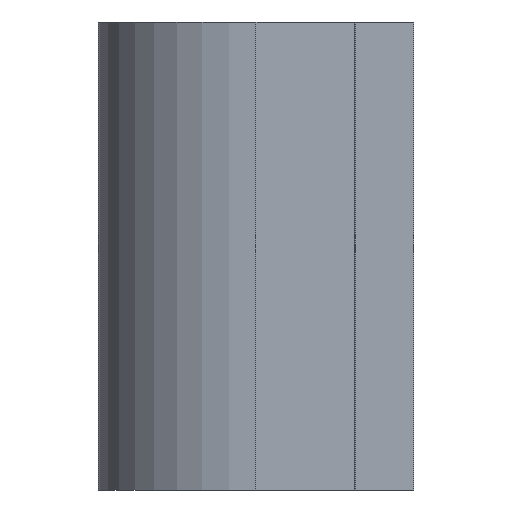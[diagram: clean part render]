
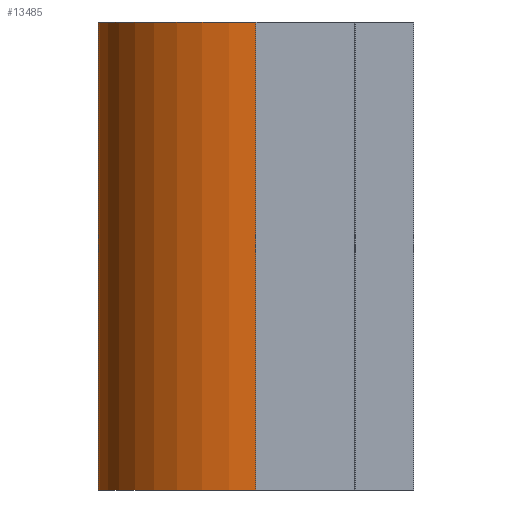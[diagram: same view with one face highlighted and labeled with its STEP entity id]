
A CAD part, left-side view. The second image highlights one B-rep face of the part: STEP entity #13485.
In plain terms, the highlighted cylindrical face has radius 13.5 mm (diameter 27 mm), a partial arc.
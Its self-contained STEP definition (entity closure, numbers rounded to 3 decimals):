
#573 = EDGE_LOOP ( 'NONE', ( #14629, #6579, #9604, #1537 ) ) ;
#751 = EDGE_CURVE ( 'NONE', #4514, #15160, #9240, .T. ) ;
#1537 = ORIENTED_EDGE ( 'NONE', *, *, #2583, .T. ) ;
#1783 = AXIS2_PLACEMENT_3D ( 'NONE', #11646, #5797, #14014 ) ;
#2269 = CARTESIAN_POINT ( 'NONE',  ( 296.5, -5., 20. ) ) ;
#2424 = LINE ( 'NONE', #2269, #2585 ) ;
#2462 = DIRECTION ( 'NONE',  ( 1., 0., 0. ) ) ;
#2583 = EDGE_CURVE ( 'NONE', #7471, #4257, #2424, .T. ) ;
#2585 = VECTOR ( 'NONE', #11716, 1000. ) ;
#3474 = EDGE_CURVE ( 'NONE', #4257, #15160, #5140, .T. ) ;
#3541 = CARTESIAN_POINT ( 'NONE',  ( 296.5, -5., -20. ) ) ;
#3740 = CARTESIAN_POINT ( 'NONE',  ( 283., 8.5, 20. ) ) ;
#4257 = VERTEX_POINT ( 'NONE', #3541 ) ;
#4449 = DIRECTION ( 'NONE',  ( 0., 0., 1. ) ) ;
#4514 = VERTEX_POINT ( 'NONE', #7468 ) ;
#5140 = CIRCLE ( 'NONE', #12234, 13.5 ) ;
#5797 = DIRECTION ( 'NONE',  ( 0., 0., -1. ) ) ;
#6579 = ORIENTED_EDGE ( 'NONE', *, *, #751, .F. ) ;
#6639 = CARTESIAN_POINT ( 'NONE',  ( 283., 8.5, -20. ) ) ;
#7043 = DIRECTION ( 'NONE',  ( 0., 0., -1. ) ) ;
#7468 = CARTESIAN_POINT ( 'NONE',  ( 283., 8.5, 20. ) ) ;
#7471 = VERTEX_POINT ( 'NONE', #9143 ) ;
#7914 = FACE_OUTER_BOUND ( 'NONE', #573, .T. ) ;
#9143 = CARTESIAN_POINT ( 'NONE',  ( 296.5, -5., 20. ) ) ;
#9240 = LINE ( 'NONE', #3740, #12386 ) ;
#9347 = EDGE_CURVE ( 'NONE', #7471, #4514, #14667, .T. ) ;
#9604 = ORIENTED_EDGE ( 'NONE', *, *, #9347, .F. ) ;
#11507 = CARTESIAN_POINT ( 'NONE',  ( 296.5, 8.5, 20. ) ) ;
#11646 = CARTESIAN_POINT ( 'NONE',  ( 296.5, 8.5, 20. ) ) ;
#11716 = DIRECTION ( 'NONE',  ( 0., 0., -1. ) ) ;
#11788 = CYLINDRICAL_SURFACE ( 'NONE', #1783, 13.5 ) ;
#11880 = DIRECTION ( 'NONE',  ( 0., 0., 1. ) ) ;
#12234 = AXIS2_PLACEMENT_3D ( 'NONE', #13106, #11880, #2462 ) ;
#12386 = VECTOR ( 'NONE', #7043, 1000. ) ;
#13106 = CARTESIAN_POINT ( 'NONE',  ( 296.5, 8.5, -20. ) ) ;
#13485 = ADVANCED_FACE ( 'NONE', ( #7914 ), #11788, .T. ) ;
#13765 = DIRECTION ( 'NONE',  ( 1., 0., 0. ) ) ;
#14014 = DIRECTION ( 'NONE',  ( -1., 0., 0. ) ) ;
#14561 = AXIS2_PLACEMENT_3D ( 'NONE', #11507, #4449, #13765 ) ;
#14629 = ORIENTED_EDGE ( 'NONE', *, *, #3474, .T. ) ;
#14667 = CIRCLE ( 'NONE', #14561, 13.5 ) ;
#15160 = VERTEX_POINT ( 'NONE', #6639 ) ;
